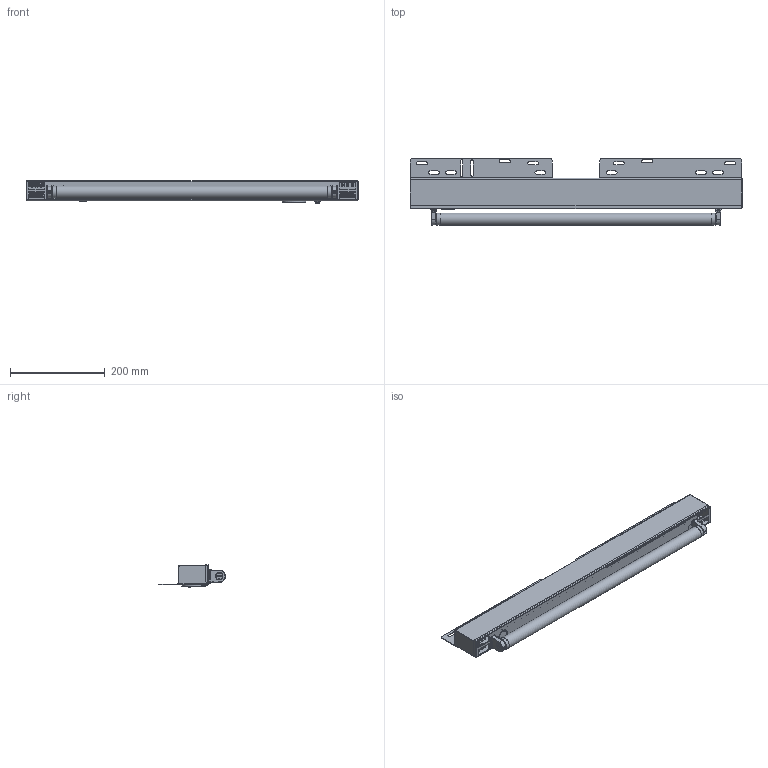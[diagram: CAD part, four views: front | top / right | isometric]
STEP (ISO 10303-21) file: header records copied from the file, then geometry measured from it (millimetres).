
FILE_DESCRIPTION(/* description */ (''),/* implementation_level */ '2;1');
FILE_NAME(/* name */ '01-040-00133_ZSB-LL18-ST-R-E.stp',/* time_stamp */ '2018-03-15T08:35:34+01:00',/* author */ ('mblecker'),/* organization */ ('SSI-Schäfer'),/* preprocessor_version */ 'ST-DEVELOPER v15.6',/* originating_system */ 'Autodesk Inventor 2015',/* authorisation */ '');
FILE_SCHEMA (('AUTOMOTIVE_DESIGN { 1 0 10303 214 3 1 1 }'));
Length unit declared in the file: millimetre
Products named in the file (28): 01-040-00031_LL18-SK-R_Unterteil; 01-040-00030_LL18-SK-R_Oberteil; Steckdose_220V; 166_GEST-38246621-1; 166_GEST-38246620-1; 166_GEST-38246623-1; 166_GEST-38246622-1; 166_GEST-3824662-11; 166_GEST-3824662-12; 166_GEST-3824662-13; Gest3-ws; 166_gebu-38242571-1-ws; 166_gebu-38242573-1; 166_gebu-38242572-1; 166_gebu-3-824257-11; 166_gebu-3-824257-12; 166_gebu-3-824257-13; 166_gebu-38242571-1; Durchsteckfassung_G13; Leuchte18w_25; Abklebung_Bohrungen_Tueroeffner; Sensorabdeckkappe; Einbauwippschalter-43.420.1230.50; Abdeckung_22_2_SW_Heyman_202059; _gebu-3-8242570-1; Gebu3-gr; Gebu3-ws; 01-040-00133_ZSB-LL18-ST-R-E
Assembly tree (41 placements, depth 4):
  01-040-00133_ZSB-LL18-ST-R-E
    01-040-00031_LL18-SK-R_Unterteil
    01-040-00030_LL18-SK-R_Oberteil
    Steckdose_220V
    Gest3-ws
      166_GEST-38246621-1
      166_GEST-38246620-1
      166_GEST-3824662-11
        166_GEST-38246623-1
        166_GEST-38246622-1
      166_GEST-3824662-12
        166_GEST-38246623-1
        166_GEST-38246622-1
      166_GEST-3824662-13
        166_GEST-38246623-1
        166_GEST-38246622-1
    Gebu3-gr  x2
      166_gebu-38242571-1-ws
      _gebu-3-8242570-1
      166_gebu-3-824257-11
        166_gebu-38242573-1
        166_gebu-38242572-1
      166_gebu-3-824257-12
        166_gebu-38242573-1
        166_gebu-38242572-1
      166_gebu-3-824257-13
        166_gebu-38242573-1
        166_gebu-38242572-1
    Gebu3-ws
      166_gebu-38242571-1
      _gebu-3-8242570-1
      166_gebu-3-824257-11
        166_gebu-38242573-1
        166_gebu-38242572-1
      166_gebu-3-824257-12
        166_gebu-38242573-1
        166_gebu-38242572-1
      166_gebu-3-824257-13
        166_gebu-38242573-1
        166_gebu-38242572-1
    Durchsteckfassung_G13  x2
    Leuchte18w_25
    Abklebung_Bohrungen_Tueroeffner
    Sensorabdeckkappe
    Einbauwippschalter-43.420.1230.50
    Abdeckung_22_2_SW_Heyman_202059
Bounding box: 700 x 141 x 47.82 mm (x, y, z)
Volume: 579518.7 mm3; surface area: 452089.4 mm2
Topology: 22 solids, 25 shells, 2517 faces, 6872 edges, 4309 vertices
Faces by surface type: plane 1549, cylinder 480, cone 262, bspline 211, sphere 11, torus 4
Full cylindrical faces by diameter (mm): 1.9 x4, 2 x1, 2.3 x4, 3 x2, 3.5 x4, 4 x2, 5.9 x6, 11.2 x1, 20.955 x1, 22.225 x1, 23 x1, 25.5 x2, 25.781 x1, 26 x1, 50 x1
Entity records: 46968 total; most frequent: CARTESIAN_POINT 12630, ORIENTED_EDGE 6988, DIRECTION 6731, EDGE_CURVE 3527, LINE 2535, VECTOR 2535, VERTEX_POINT 2300, AXIS2_PLACEMENT_3D 2098
